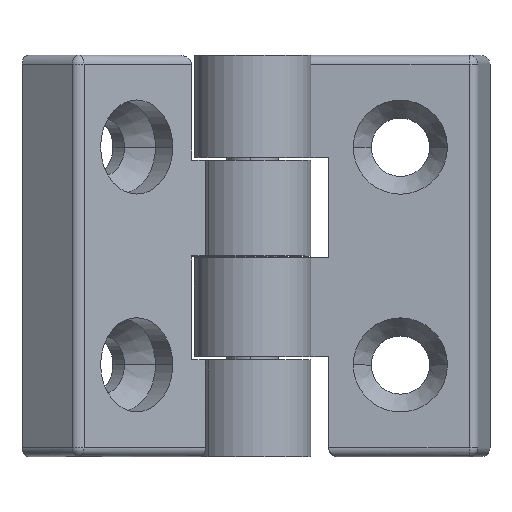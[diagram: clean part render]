
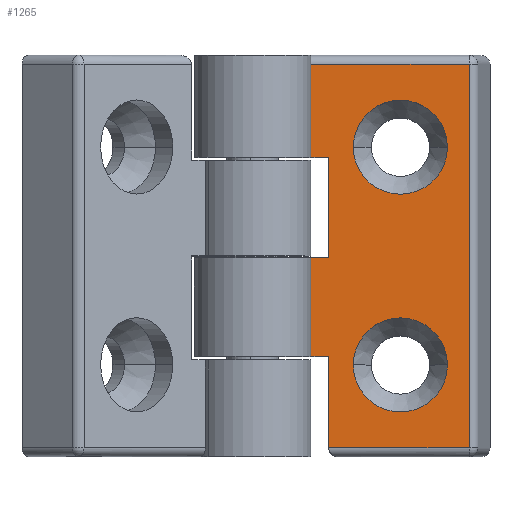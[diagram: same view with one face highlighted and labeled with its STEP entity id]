
A CAD part, top view. The second image highlights one B-rep face of the part: STEP entity #1265.
In plain terms, the highlighted planar face has unit normal (0, 0, 1).
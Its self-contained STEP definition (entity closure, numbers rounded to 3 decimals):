
#61 = VERTEX_POINT ( 'NONE', #3996 ) ;
#68 = VERTEX_POINT ( 'NONE', #1458 ) ;
#153 = EDGE_CURVE ( 'NONE', #1596, #61, #343, .T. ) ;
#177 = VERTEX_POINT ( 'NONE', #668 ) ;
#190 = EDGE_CURVE ( 'NONE', #1535, #177, #859, .T. ) ;
#264 = EDGE_CURVE ( 'NONE', #3631, #1535, #1782, .T. ) ;
#343 = LINE ( 'NONE', #578, #2606 ) ;
#350 = CARTESIAN_POINT ( 'NONE',  ( -8., 0., 4. ) ) ;
#357 = ORIENTED_EDGE ( 'NONE', *, *, #153, .T. ) ;
#375 = CARTESIAN_POINT ( 'NONE',  ( 5.25, 12.15, 4. ) ) ;
#418 = DIRECTION ( 'NONE',  ( 0., 0., 1. ) ) ;
#440 = ORIENTED_EDGE ( 'NONE', *, *, #264, .T. ) ;
#444 = ORIENTED_EDGE ( 'NONE', *, *, #3078, .F. ) ;
#484 = DIRECTION ( 'NONE',  ( 0., -1., 0. ) ) ;
#578 = CARTESIAN_POINT ( 'NONE',  ( 8.5, -21.4, 4. ) ) ;
#585 = CARTESIAN_POINT ( 'NONE',  ( -8., -11.2, 4. ) ) ;
#588 = DIRECTION ( 'NONE',  ( 0., 0., -1. ) ) ;
#603 = CARTESIAN_POINT ( 'NONE',  ( -5.25, -12.15, 4. ) ) ;
#668 = CARTESIAN_POINT ( 'NONE',  ( -8., 11., 4. ) ) ;
#707 = LINE ( 'NONE', #2129, #3087 ) ;
#754 = ORIENTED_EDGE ( 'NONE', *, *, #1772, .T. ) ;
#801 = CARTESIAN_POINT ( 'NONE',  ( 0., -12.15, 4. ) ) ;
#824 = VERTEX_POINT ( 'NONE', #2185 ) ;
#859 = LINE ( 'NONE', #3254, #2522 ) ;
#863 = CARTESIAN_POINT ( 'NONE',  ( -10., -11.2, 4. ) ) ;
#911 = AXIS2_PLACEMENT_3D ( 'NONE', #2281, #418, #2586 ) ;
#955 = ORIENTED_EDGE ( 'NONE', *, *, #2084, .T. ) ;
#985 = AXIS2_PLACEMENT_3D ( 'NONE', #3613, #1762, #3944 ) ;
#1015 = DIRECTION ( 'NONE',  ( 1., 0., 0. ) ) ;
#1087 = VERTEX_POINT ( 'NONE', #2529 ) ;
#1097 = DIRECTION ( 'NONE',  ( 0., -1., 0. ) ) ;
#1107 = DIRECTION ( 'NONE',  ( 1., 0., 0. ) ) ;
#1113 = EDGE_CURVE ( 'NONE', #3231, #1596, #1730, .T. ) ;
#1114 = FACE_BOUND ( 'NONE', #2905, .T. ) ;
#1152 = ORIENTED_EDGE ( 'NONE', *, *, #190, .T. ) ;
#1197 = CIRCLE ( 'NONE', #911, 5.25 ) ;
#1239 = CARTESIAN_POINT ( 'NONE',  ( -5.25, 12.15, 4. ) ) ;
#1265 = ADVANCED_FACE ( 'NONE', ( #1856, #1114, #2248 ), #3582, .T. ) ;
#1341 = ORIENTED_EDGE ( 'NONE', *, *, #3763, .T. ) ;
#1380 = ORIENTED_EDGE ( 'NONE', *, *, #1806, .T. ) ;
#1383 = DIRECTION ( 'NONE',  ( 1., 0., 0. ) ) ;
#1458 = CARTESIAN_POINT ( 'NONE',  ( -10., -0.2, 4. ) ) ;
#1510 = ORIENTED_EDGE ( 'NONE', *, *, #3679, .F. ) ;
#1535 = VERTEX_POINT ( 'NONE', #1766 ) ;
#1596 = VERTEX_POINT ( 'NONE', #3365 ) ;
#1630 = EDGE_CURVE ( 'NONE', #61, #824, #2751, .T. ) ;
#1664 = CIRCLE ( 'NONE', #2532, 5.25 ) ;
#1714 = CARTESIAN_POINT ( 'NONE',  ( -10., 22.4, 4. ) ) ;
#1722 = CARTESIAN_POINT ( 'NONE',  ( 0., 0., 4. ) ) ;
#1730 = LINE ( 'NONE', #350, #2354 ) ;
#1743 = CARTESIAN_POINT ( 'NONE',  ( -10., 21.4, 4. ) ) ;
#1762 = DIRECTION ( 'NONE',  ( 0., 0., 1. ) ) ;
#1766 = CARTESIAN_POINT ( 'NONE',  ( -10., 11., 4. ) ) ;
#1772 = EDGE_CURVE ( 'NONE', #2567, #1087, #1664, .T. ) ;
#1782 = LINE ( 'NONE', #1714, #2320 ) ;
#1806 = EDGE_CURVE ( 'NONE', #824, #3631, #3218, .T. ) ;
#1816 = CIRCLE ( 'NONE', #985, 5.25 ) ;
#1840 = VECTOR ( 'NONE', #3448, 1000. ) ;
#1856 = FACE_BOUND ( 'NONE', #3438, .T. ) ;
#1909 = VERTEX_POINT ( 'NONE', #375 ) ;
#1934 = VECTOR ( 'NONE', #1097, 1000. ) ;
#2033 = DIRECTION ( 'NONE',  ( 1., 0., 0. ) ) ;
#2084 = EDGE_CURVE ( 'NONE', #1087, #2567, #2570, .T. ) ;
#2096 = ORIENTED_EDGE ( 'NONE', *, *, #1630, .T. ) ;
#2109 = VECTOR ( 'NONE', #1015, 1000. ) ;
#2129 = CARTESIAN_POINT ( 'NONE',  ( 0., -11.2, 4. ) ) ;
#2133 = EDGE_LOOP ( 'NONE', ( #2096, #1380, #440, #1152, #1341, #3470, #2410, #2317, #2619, #357 ) ) ;
#2137 = CARTESIAN_POINT ( 'NONE',  ( 7.67, 0., 4. ) ) ;
#2185 = CARTESIAN_POINT ( 'NONE',  ( 7.67, 21.4, 4. ) ) ;
#2193 = CARTESIAN_POINT ( 'NONE',  ( -8., -0.2, 4. ) ) ;
#2216 = LINE ( 'NONE', #2571, #2109 ) ;
#2248 = FACE_OUTER_BOUND ( 'NONE', #2133, .T. ) ;
#2281 = CARTESIAN_POINT ( 'NONE',  ( 0., 12.15, 4. ) ) ;
#2292 = VECTOR ( 'NONE', #3598, 1000. ) ;
#2317 = ORIENTED_EDGE ( 'NONE', *, *, #2807, .T. ) ;
#2320 = VECTOR ( 'NONE', #484, 1000. ) ;
#2354 = VECTOR ( 'NONE', #3461, 1000. ) ;
#2410 = ORIENTED_EDGE ( 'NONE', *, *, #3347, .T. ) ;
#2447 = DIRECTION ( 'NONE',  ( 1., 0., 0. ) ) ;
#2453 = CARTESIAN_POINT ( 'NONE',  ( 0., -12.15, 4. ) ) ;
#2522 = VECTOR ( 'NONE', #1383, 1000. ) ;
#2529 = CARTESIAN_POINT ( 'NONE',  ( 5.25, -12.15, 4. ) ) ;
#2532 = AXIS2_PLACEMENT_3D ( 'NONE', #801, #2963, #1107 ) ;
#2567 = VERTEX_POINT ( 'NONE', #603 ) ;
#2570 = CIRCLE ( 'NONE', #3354, 5.25 ) ;
#2571 = CARTESIAN_POINT ( 'NONE',  ( 0., -0.2, 4. ) ) ;
#2586 = DIRECTION ( 'NONE',  ( 1., 0., 0. ) ) ;
#2606 = VECTOR ( 'NONE', #3458, 1000. ) ;
#2613 = EDGE_CURVE ( 'NONE', #68, #3488, #2216, .T. ) ;
#2614 = DIRECTION ( 'NONE',  ( 0., 1., 0. ) ) ;
#2619 = ORIENTED_EDGE ( 'NONE', *, *, #1113, .T. ) ;
#2743 = LINE ( 'NONE', #3133, #1840 ) ;
#2746 = DIRECTION ( 'NONE',  ( 1., 0., 0. ) ) ;
#2751 = LINE ( 'NONE', #2137, #2858 ) ;
#2807 = EDGE_CURVE ( 'NONE', #3184, #3231, #707, .T. ) ;
#2858 = VECTOR ( 'NONE', #2614, 1000. ) ;
#2905 = EDGE_LOOP ( 'NONE', ( #444, #1510 ) ) ;
#2955 = CARTESIAN_POINT ( 'NONE',  ( -8., 0., 4. ) ) ;
#2963 = DIRECTION ( 'NONE',  ( 0., 0., -1. ) ) ;
#3078 = EDGE_CURVE ( 'NONE', #1909, #3463, #1816, .T. ) ;
#3087 = VECTOR ( 'NONE', #2447, 1000. ) ;
#3133 = CARTESIAN_POINT ( 'NONE',  ( -10., 22.4, 4. ) ) ;
#3184 = VERTEX_POINT ( 'NONE', #863 ) ;
#3218 = LINE ( 'NONE', #1743, #2292 ) ;
#3231 = VERTEX_POINT ( 'NONE', #585 ) ;
#3254 = CARTESIAN_POINT ( 'NONE',  ( 0., 11., 4. ) ) ;
#3296 = LINE ( 'NONE', #2955, #1934 ) ;
#3347 = EDGE_CURVE ( 'NONE', #68, #3184, #2743, .T. ) ;
#3354 = AXIS2_PLACEMENT_3D ( 'NONE', #2453, #588, #2746 ) ;
#3365 = CARTESIAN_POINT ( 'NONE',  ( -8., -21.4, 4. ) ) ;
#3438 = EDGE_LOOP ( 'NONE', ( #955, #754 ) ) ;
#3448 = DIRECTION ( 'NONE',  ( 0., -1., 0. ) ) ;
#3458 = DIRECTION ( 'NONE',  ( 1., 0., 0. ) ) ;
#3461 = DIRECTION ( 'NONE',  ( 0., -1., 0. ) ) ;
#3463 = VERTEX_POINT ( 'NONE', #1239 ) ;
#3470 = ORIENTED_EDGE ( 'NONE', *, *, #2613, .F. ) ;
#3488 = VERTEX_POINT ( 'NONE', #2193 ) ;
#3582 = PLANE ( 'NONE',  #3738 ) ;
#3598 = DIRECTION ( 'NONE',  ( -1., 0., 0. ) ) ;
#3613 = CARTESIAN_POINT ( 'NONE',  ( 0., 12.15, 4. ) ) ;
#3631 = VERTEX_POINT ( 'NONE', #3805 ) ;
#3679 = EDGE_CURVE ( 'NONE', #3463, #1909, #1197, .T. ) ;
#3738 = AXIS2_PLACEMENT_3D ( 'NONE', #1722, #3904, #2033 ) ;
#3763 = EDGE_CURVE ( 'NONE', #177, #3488, #3296, .T. ) ;
#3805 = CARTESIAN_POINT ( 'NONE',  ( -10., 21.4, 4. ) ) ;
#3904 = DIRECTION ( 'NONE',  ( 0., 0., 1. ) ) ;
#3944 = DIRECTION ( 'NONE',  ( 1., 0., 0. ) ) ;
#3996 = CARTESIAN_POINT ( 'NONE',  ( 7.67, -21.4, 4. ) ) ;
